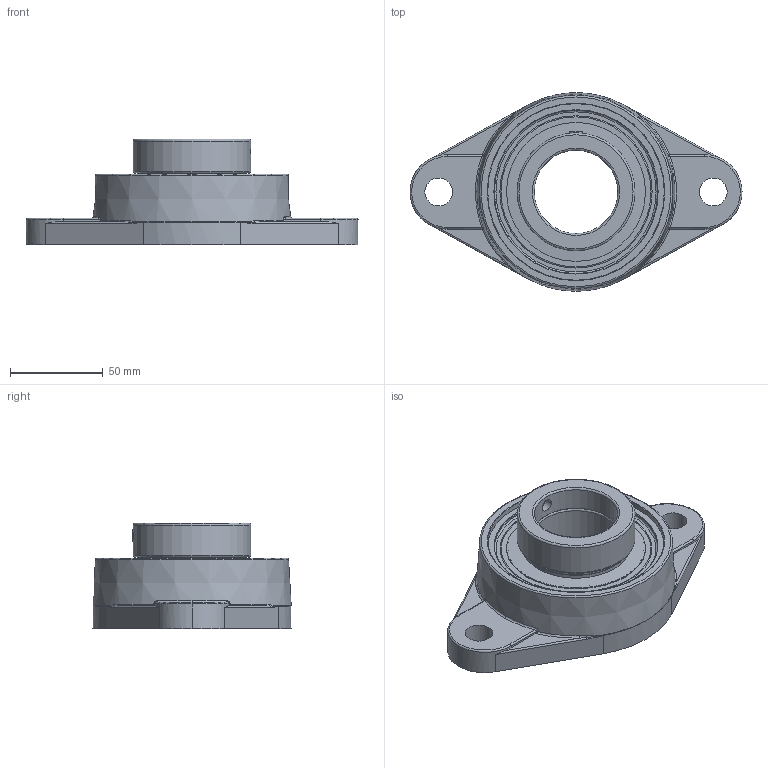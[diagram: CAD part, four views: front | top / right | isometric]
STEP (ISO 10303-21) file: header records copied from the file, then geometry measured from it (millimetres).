
FILE_DESCRIPTION(('HOOPS Exchange Step'),'2;1');
FILE_NAME('export-63587863-CC45-4809-AA78-8390B3B44A31.stp','2020-05-18T15:37:08-07:00',('dkerr'),('Alibre'),'HOOPS Exchange 2020.0','Alibre','Unknown authorisation');
FILE_SCHEMA( ('AP242_MANAGED_MODEL_BASED_3D_ENGINEERING_MIM_LF {1 0 10303 442 1 1 4 }') );
Length unit declared in the file: inch
Products named in the file (8): MRN SFTM L4L 209; SNC 209 (Ball Bearing); SNC 209 (Shield); SNC 209 (Setscrew); SNC 209 (Collar); SNC 209 L4L (45mm) (Race); MRN SNC 209 L4L (45mm); MRN SNCSFTM 209 L4L (45mm)
Assembly tree (8 placements, depth 3):
  MRN SNCSFTM 209 L4L (45mm)
    MRN SFTM L4L 209
    MRN SNC 209 L4L (45mm)
      SNC 209 (Ball Bearing)
      SNC 209 (Shield)  x2
      SNC 209 (Setscrew)
      SNC 209 (Collar)
      SNC 209 L4L (45mm) (Race)
Bounding box: 179 x 107 x 56.89 mm (x, y, z)
Volume: 253141.9 mm3; surface area: 90740.2 mm2
Topology: 16 solids, 16 shells, 184 faces, 487 edges, 310 vertices
Faces by surface type: cylinder 48, plane 47, bspline 34, torus 26, sphere 16, cone 13
Full cylindrical faces by diameter (mm): 6.782 x3, 15 x2, 45 x2, 50.292 x2, 57.15 x4, 57.912 x2, 63.5 x1, 71.381 x2, 74.93 x2, 88.104 x1, 90.104 x1, 95.22 x1
Entity records: 11749 total; most frequent: CARTESIAN_POINT 7301, DIRECTION 901, ORIENTED_EDGE 876, EDGE_CURVE 438, AXIS2_PLACEMENT_3D 395, VERTEX_POINT 296, CIRCLE 228, EDGE_LOOP 198
